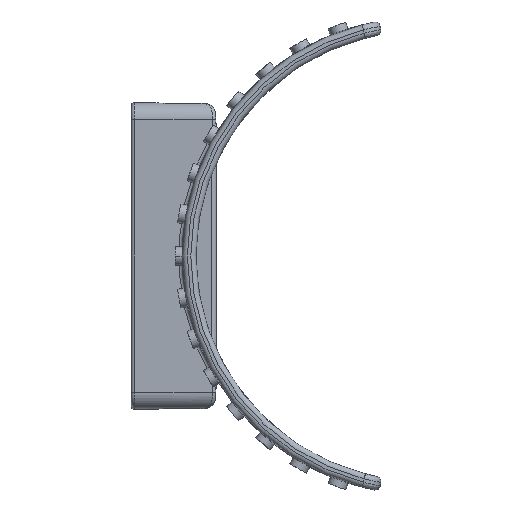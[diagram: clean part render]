
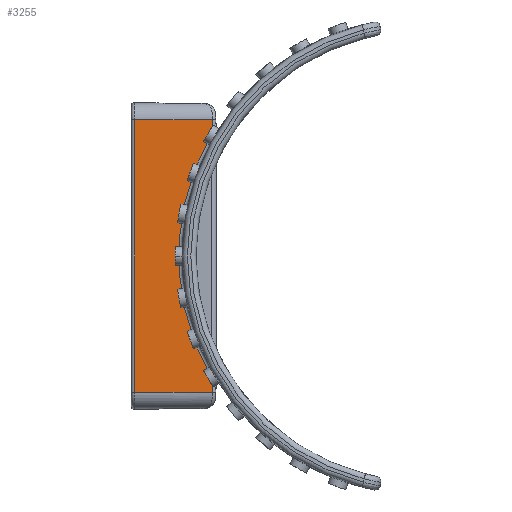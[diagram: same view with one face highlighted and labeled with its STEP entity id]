
A CAD part, left-side view. The second image highlights one B-rep face of the part: STEP entity #3255.
In plain terms, the highlighted planar face has unit normal (-1, 0, 0).
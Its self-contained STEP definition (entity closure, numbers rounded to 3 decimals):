
#27 = PLANE ( 'NONE',  #8408 ) ;
#109 = AXIS2_PLACEMENT_3D ( 'NONE', #14298, #2795, #15746 ) ;
#141 = CARTESIAN_POINT ( 'NONE',  ( 35., 1.127, -45. ) ) ;
#380 = LINE ( 'NONE', #14417, #9971 ) ;
#1079 = ORIENTED_EDGE ( 'NONE', *, *, #4976, .T. ) ;
#1141 = VECTOR ( 'NONE', #13060, 1000. ) ;
#1190 = CARTESIAN_POINT ( 'NONE',  ( 35., 24., -45. ) ) ;
#1342 = ORIENTED_EDGE ( 'NONE', *, *, #13615, .T. ) ;
#1492 = DIRECTION ( 'NONE',  ( 0., 0., 1. ) ) ;
#2007 = DIRECTION ( 'NONE',  ( 0., -1., 0. ) ) ;
#2795 = DIRECTION ( 'NONE',  ( 1., 0., 0. ) ) ;
#2883 = EDGE_CURVE ( 'NONE', #13934, #2917, #380, .T. ) ;
#2917 = VERTEX_POINT ( 'NONE', #8093 ) ;
#2956 = FACE_OUTER_BOUND ( 'NONE', #14764, .T. ) ;
#3043 = ORIENTED_EDGE ( 'NONE', *, *, #15105, .T. ) ;
#3255 = ADVANCED_FACE ( 'NONE', ( #2956 ), #27, .T. ) ;
#3280 = LINE ( 'NONE', #13616, #7270 ) ;
#4341 = LINE ( 'NONE', #9266, #1141 ) ;
#4657 = ORIENTED_EDGE ( 'NONE', *, *, #16518, .T. ) ;
#4976 = EDGE_CURVE ( 'NONE', #13652, #5316, #4341, .T. ) ;
#4980 = VECTOR ( 'NONE', #14207, 1000. ) ;
#5316 = VERTEX_POINT ( 'NONE', #6369 ) ;
#6369 = CARTESIAN_POINT ( 'NONE',  ( 35., 1.127, -36.118 ) ) ;
#6434 = CARTESIAN_POINT ( 'NONE',  ( 35., 1.127, 40. ) ) ;
#6603 = CIRCLE ( 'NONE', #109, 71. ) ;
#7270 = VECTOR ( 'NONE', #2007, 1000. ) ;
#8093 = CARTESIAN_POINT ( 'NONE',  ( 35., 24., 40. ) ) ;
#8408 = AXIS2_PLACEMENT_3D ( 'NONE', #13288, #13370, #10354 ) ;
#9215 = CARTESIAN_POINT ( 'NONE',  ( 35., 1.127, -40. ) ) ;
#9266 = CARTESIAN_POINT ( 'NONE',  ( 35., 1.127, -45. ) ) ;
#9774 = VERTEX_POINT ( 'NONE', #13582 ) ;
#9971 = VECTOR ( 'NONE', #11721, 1000. ) ;
#10354 = DIRECTION ( 'NONE',  ( 0., 0., 1. ) ) ;
#11100 = ORIENTED_EDGE ( 'NONE', *, *, #13905, .T. ) ;
#11721 = DIRECTION ( 'NONE',  ( 0., 1., 0. ) ) ;
#12070 = LINE ( 'NONE', #141, #13743 ) ;
#13060 = DIRECTION ( 'NONE',  ( 0., 0., 1. ) ) ;
#13181 = ORIENTED_EDGE ( 'NONE', *, *, #2883, .T. ) ;
#13288 = CARTESIAN_POINT ( 'NONE',  ( 35., 10., -45. ) ) ;
#13370 = DIRECTION ( 'NONE',  ( -1., 0., 0. ) ) ;
#13582 = CARTESIAN_POINT ( 'NONE',  ( 35., 24., -40. ) ) ;
#13615 = EDGE_CURVE ( 'NONE', #14522, #13934, #12070, .T. ) ;
#13616 = CARTESIAN_POINT ( 'NONE',  ( 35., 10., -40. ) ) ;
#13652 = VERTEX_POINT ( 'NONE', #9215 ) ;
#13743 = VECTOR ( 'NONE', #1492, 1000. ) ;
#13810 = CARTESIAN_POINT ( 'NONE',  ( 35., 1.127, 36.118 ) ) ;
#13905 = EDGE_CURVE ( 'NONE', #9774, #13652, #3280, .T. ) ;
#13934 = VERTEX_POINT ( 'NONE', #6434 ) ;
#14207 = DIRECTION ( 'NONE',  ( 0., 0., -1. ) ) ;
#14298 = CARTESIAN_POINT ( 'NONE',  ( 35., -60., 0. ) ) ;
#14417 = CARTESIAN_POINT ( 'NONE',  ( 35., 25., 40. ) ) ;
#14522 = VERTEX_POINT ( 'NONE', #13810 ) ;
#14764 = EDGE_LOOP ( 'NONE', ( #1079, #3043, #1342, #13181, #4657, #11100 ) ) ;
#15105 = EDGE_CURVE ( 'NONE', #5316, #14522, #6603, .T. ) ;
#15466 = LINE ( 'NONE', #1190, #4980 ) ;
#15746 = DIRECTION ( 'NONE',  ( 0., 0., 1. ) ) ;
#16518 = EDGE_CURVE ( 'NONE', #2917, #9774, #15466, .T. ) ;
